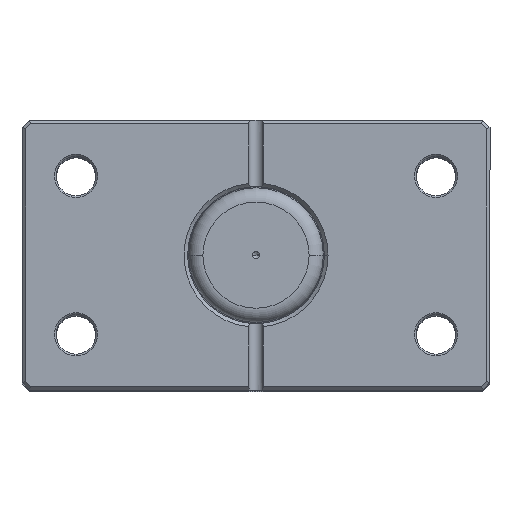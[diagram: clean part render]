
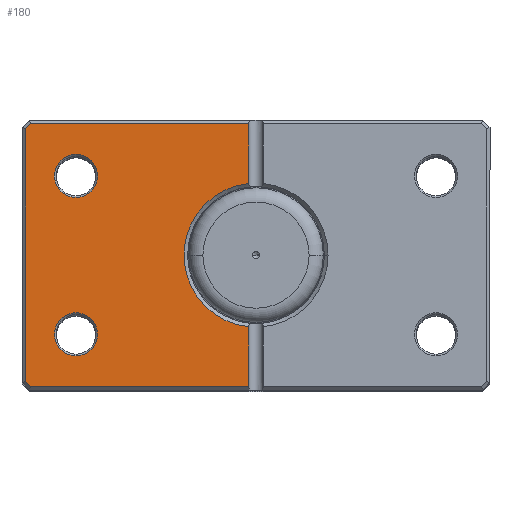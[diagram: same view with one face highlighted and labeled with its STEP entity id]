
A CAD part, top view. The second image highlights one B-rep face of the part: STEP entity #180.
In plain terms, the highlighted face is planar.
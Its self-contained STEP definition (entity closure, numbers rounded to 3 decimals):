
#53 = CARTESIAN_POINT ( 'NONE',  ( 64., -35.086, 0. ) ) ;
#180 = ADVANCED_FACE ( 'NONE', ( #4260, #1412, #2817 ), #317, .F. ) ;
#317 = PLANE ( 'NONE',  #2510 ) ;
#385 = EDGE_CURVE ( 'NONE', #3164, #3895, #4777, .T. ) ;
#389 = VERTEX_POINT ( 'NONE', #2447 ) ;
#489 = VECTOR ( 'NONE', #2537, 1000. ) ;
#558 = DIRECTION ( 'NONE',  ( -0.707, -0.707, 0. ) ) ;
#597 = DIRECTION ( 'NONE',  ( 1., 0., 0. ) ) ;
#626 = EDGE_LOOP ( 'NONE', ( #5863, #2177 ) ) ;
#660 = LINE ( 'NONE', #5945, #489 ) ;
#837 = CARTESIAN_POINT ( 'NONE',  ( 62.586, 36.5, 0. ) ) ;
#938 = DIRECTION ( 'NONE',  ( 0., 1., 0. ) ) ;
#955 = CARTESIAN_POINT ( 'NONE',  ( 2., 37.5, 0. ) ) ;
#1010 = VERTEX_POINT ( 'NONE', #1877 ) ;
#1032 = DIRECTION ( 'NONE',  ( 0., 0., 1. ) ) ;
#1053 = CARTESIAN_POINT ( 'NONE',  ( 50., -22., 0. ) ) ;
#1059 = VECTOR ( 'NONE', #6425, 1000. ) ;
#1105 = VERTEX_POINT ( 'NONE', #5949 ) ;
#1108 = DIRECTION ( 'NONE',  ( 0., 0., 1. ) ) ;
#1308 = DIRECTION ( 'NONE',  ( -1., 0., 0. ) ) ;
#1317 = AXIS2_PLACEMENT_3D ( 'NONE', #1053, #1032, #2229 ) ;
#1412 = FACE_BOUND ( 'NONE', #6008, .T. ) ;
#1477 = DIRECTION ( 'NONE',  ( 0., 0., 1. ) ) ;
#1479 = VECTOR ( 'NONE', #938, 1000. ) ;
#1505 = ORIENTED_EDGE ( 'NONE', *, *, #2126, .T. ) ;
#1603 = CARTESIAN_POINT ( 'NONE',  ( 44., 22., 0. ) ) ;
#1608 = CARTESIAN_POINT ( 'NONE',  ( 44., -22., 0. ) ) ;
#1613 = CARTESIAN_POINT ( 'NONE',  ( 64., 35.086, 0. ) ) ;
#1661 = VERTEX_POINT ( 'NONE', #1613 ) ;
#1770 = CARTESIAN_POINT ( 'NONE',  ( 62.586, -36.5, 0. ) ) ;
#1791 = VECTOR ( 'NONE', #558, 1000. ) ;
#1817 = CARTESIAN_POINT ( 'NONE',  ( 49.543, 49.543, 0. ) ) ;
#1826 = CARTESIAN_POINT ( 'NONE',  ( 0., -36.5, 0. ) ) ;
#1837 = EDGE_CURVE ( 'NONE', #2838, #389, #4368, .T. ) ;
#1877 = CARTESIAN_POINT ( 'NONE',  ( 2., -36.5, 0. ) ) ;
#1886 = VERTEX_POINT ( 'NONE', #837 ) ;
#1907 = AXIS2_PLACEMENT_3D ( 'NONE', #4480, #1477, #4972 ) ;
#1918 = DIRECTION ( 'NONE',  ( 0., 0., 1. ) ) ;
#2126 = EDGE_CURVE ( 'NONE', #4481, #3783, #5677, .T. ) ;
#2143 = CARTESIAN_POINT ( 'NONE',  ( 2., -19.9, 0. ) ) ;
#2155 = CARTESIAN_POINT ( 'NONE',  ( 64., 0., 0. ) ) ;
#2160 = EDGE_CURVE ( 'NONE', #1661, #3888, #3779, .T. ) ;
#2166 = DIRECTION ( 'NONE',  ( 0., -1., 0. ) ) ;
#2177 = ORIENTED_EDGE ( 'NONE', *, *, #385, .T. ) ;
#2229 = DIRECTION ( 'NONE',  ( 1., 0., 0. ) ) ;
#2230 = DIRECTION ( 'NONE',  ( 1., 0., 0. ) ) ;
#2245 = DIRECTION ( 'NONE',  ( 0., 0., 1. ) ) ;
#2306 = CARTESIAN_POINT ( 'NONE',  ( 50., 22., 0. ) ) ;
#2317 = EDGE_CURVE ( 'NONE', #389, #1105, #5289, .T. ) ;
#2344 = ORIENTED_EDGE ( 'NONE', *, *, #3728, .T. ) ;
#2447 = CARTESIAN_POINT ( 'NONE',  ( 2., 19.9, 0. ) ) ;
#2510 = AXIS2_PLACEMENT_3D ( 'NONE', #5954, #1108, #597 ) ;
#2537 = DIRECTION ( 'NONE',  ( 0., 1., 0. ) ) ;
#2811 = EDGE_CURVE ( 'NONE', #3888, #5939, #3180, .T. ) ;
#2817 = FACE_OUTER_BOUND ( 'NONE', #5226, .T. ) ;
#2825 = ORIENTED_EDGE ( 'NONE', *, *, #5085, .T. ) ;
#2838 = VERTEX_POINT ( 'NONE', #2143 ) ;
#2911 = LINE ( 'NONE', #1817, #3220 ) ;
#3046 = CARTESIAN_POINT ( 'NONE',  ( 0., 36.5, 0. ) ) ;
#3074 = EDGE_CURVE ( 'NONE', #3895, #3164, #5360, .T. ) ;
#3164 = VERTEX_POINT ( 'NONE', #4475 ) ;
#3174 = EDGE_CURVE ( 'NONE', #1105, #1886, #5060, .T. ) ;
#3180 = LINE ( 'NONE', #5557, #1791 ) ;
#3220 = VECTOR ( 'NONE', #5288, 1000. ) ;
#3588 = CARTESIAN_POINT ( 'NONE',  ( 0., 0., 0. ) ) ;
#3728 = EDGE_CURVE ( 'NONE', #3783, #4481, #5828, .T. ) ;
#3740 = DIRECTION ( 'NONE',  ( 0., 0., 1. ) ) ;
#3746 = EDGE_CURVE ( 'NONE', #1010, #2838, #660, .T. ) ;
#3779 = LINE ( 'NONE', #2155, #4916 ) ;
#3783 = VERTEX_POINT ( 'NONE', #4021 ) ;
#3888 = VERTEX_POINT ( 'NONE', #53 ) ;
#3895 = VERTEX_POINT ( 'NONE', #1608 ) ;
#3931 = AXIS2_PLACEMENT_3D ( 'NONE', #3588, #3740, #4999 ) ;
#4021 = CARTESIAN_POINT ( 'NONE',  ( 56., 22., 0. ) ) ;
#4138 = AXIS2_PLACEMENT_3D ( 'NONE', #2306, #2245, #2230 ) ;
#4260 = FACE_BOUND ( 'NONE', #626, .T. ) ;
#4360 = ORIENTED_EDGE ( 'NONE', *, *, #3746, .T. ) ;
#4368 = CIRCLE ( 'NONE', #3931, 20. ) ;
#4475 = CARTESIAN_POINT ( 'NONE',  ( 56., -22., 0. ) ) ;
#4480 = CARTESIAN_POINT ( 'NONE',  ( 50., 22., 0. ) ) ;
#4481 = VERTEX_POINT ( 'NONE', #1603 ) ;
#4587 = ORIENTED_EDGE ( 'NONE', *, *, #2160, .T. ) ;
#4620 = AXIS2_PLACEMENT_3D ( 'NONE', #4896, #1918, #5385 ) ;
#4661 = VECTOR ( 'NONE', #1308, 1000. ) ;
#4724 = ORIENTED_EDGE ( 'NONE', *, *, #5678, .T. ) ;
#4777 = CIRCLE ( 'NONE', #1317, 6. ) ;
#4804 = ORIENTED_EDGE ( 'NONE', *, *, #3174, .T. ) ;
#4888 = ORIENTED_EDGE ( 'NONE', *, *, #2317, .T. ) ;
#4896 = CARTESIAN_POINT ( 'NONE',  ( 50., -22., 0. ) ) ;
#4916 = VECTOR ( 'NONE', #2166, 1000. ) ;
#4972 = DIRECTION ( 'NONE',  ( 1., 0., 0. ) ) ;
#4999 = DIRECTION ( 'NONE',  ( 1., 0., 0. ) ) ;
#5060 = LINE ( 'NONE', #3046, #1059 ) ;
#5085 = EDGE_CURVE ( 'NONE', #5939, #1010, #5956, .T. ) ;
#5100 = ORIENTED_EDGE ( 'NONE', *, *, #2811, .T. ) ;
#5226 = EDGE_LOOP ( 'NONE', ( #4360, #5336, #4888, #4804, #4724, #4587, #5100, #2825 ) ) ;
#5288 = DIRECTION ( 'NONE',  ( 0.707, -0.707, 0. ) ) ;
#5289 = LINE ( 'NONE', #955, #1479 ) ;
#5336 = ORIENTED_EDGE ( 'NONE', *, *, #1837, .T. ) ;
#5360 = CIRCLE ( 'NONE', #4620, 6. ) ;
#5385 = DIRECTION ( 'NONE',  ( 1., 0., 0. ) ) ;
#5557 = CARTESIAN_POINT ( 'NONE',  ( 49.543, -49.543, 0. ) ) ;
#5677 = CIRCLE ( 'NONE', #4138, 6. ) ;
#5678 = EDGE_CURVE ( 'NONE', #1886, #1661, #2911, .T. ) ;
#5828 = CIRCLE ( 'NONE', #1907, 6. ) ;
#5863 = ORIENTED_EDGE ( 'NONE', *, *, #3074, .T. ) ;
#5939 = VERTEX_POINT ( 'NONE', #1770 ) ;
#5945 = CARTESIAN_POINT ( 'NONE',  ( 2., 37.5, 0. ) ) ;
#5949 = CARTESIAN_POINT ( 'NONE',  ( 2., 36.5, 0. ) ) ;
#5954 = CARTESIAN_POINT ( 'NONE',  ( 0., 0., 0. ) ) ;
#5956 = LINE ( 'NONE', #1826, #4661 ) ;
#6008 = EDGE_LOOP ( 'NONE', ( #1505, #2344 ) ) ;
#6425 = DIRECTION ( 'NONE',  ( 1., 0., 0. ) ) ;
